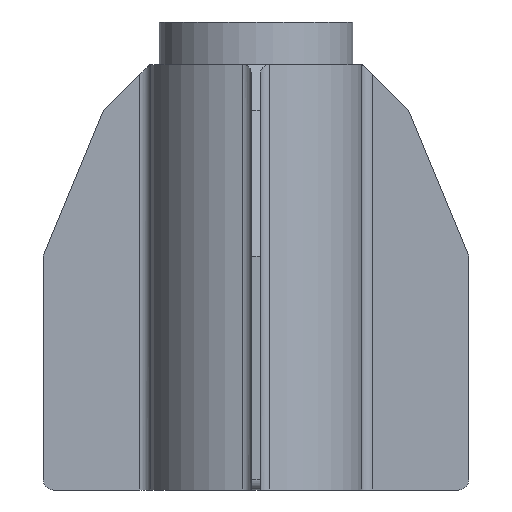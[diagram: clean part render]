
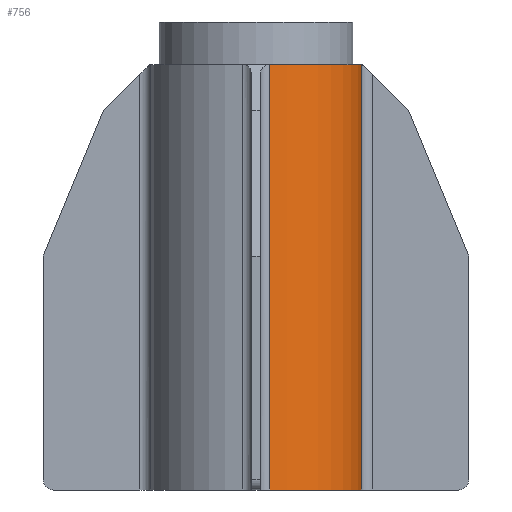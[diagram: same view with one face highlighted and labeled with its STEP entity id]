
A CAD part, front view. The second image highlights one B-rep face of the part: STEP entity #756.
In plain terms, the highlighted cylindrical face has radius 12.7 mm (diameter 25.4 mm), a partial arc.
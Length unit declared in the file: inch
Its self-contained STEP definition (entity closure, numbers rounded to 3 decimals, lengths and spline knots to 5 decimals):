
#70=FACE_OUTER_BOUND('',#113,.T.);
#113=EDGE_LOOP('',(#583,#584,#585,#586));
#176=LINE('',#1223,#247);
#181=LINE('',#1240,#252);
#247=VECTOR('',#975,0.3937);
#252=VECTOR('',#992,0.3937);
#295=CIRCLE('',#831,0.5);
#296=CIRCLE('',#832,0.5);
#354=VERTEX_POINT('',#1219);
#356=VERTEX_POINT('',#1222);
#361=VERTEX_POINT('',#1237);
#362=VERTEX_POINT('',#1239);
#439=EDGE_CURVE('',#354,#356,#176,.T.);
#448=EDGE_CURVE('',#361,#362,#181,.T.);
#450=EDGE_CURVE('',#362,#354,#295,.T.);
#451=EDGE_CURVE('',#361,#356,#296,.T.);
#583=ORIENTED_EDGE('',*,*,#439,.F.);
#584=ORIENTED_EDGE('',*,*,#450,.F.);
#585=ORIENTED_EDGE('',*,*,#448,.F.);
#586=ORIENTED_EDGE('',*,*,#451,.T.);
#728=CYLINDRICAL_SURFACE('',#830,0.5);
#756=ADVANCED_FACE('',(#70),#728,.T.);
#830=AXIS2_PLACEMENT_3D('',#1242,#995,#996);
#831=AXIS2_PLACEMENT_3D('',#1243,#997,#998);
#832=AXIS2_PLACEMENT_3D('',#1244,#999,#1000);
#975=DIRECTION('',(0.,0.,-1.));
#992=DIRECTION('',(0.,0.,1.));
#995=DIRECTION('center_axis',(0.,0.,1.));
#996=DIRECTION('ref_axis',(1.,0.,0.));
#997=DIRECTION('center_axis',(0.,0.,1.));
#998=DIRECTION('ref_axis',(1.,0.,0.));
#999=DIRECTION('center_axis',(0.,0.,1.));
#1000=DIRECTION('ref_axis',(1.,0.,0.));
#1219=CARTESIAN_POINT('',(0.49592,-0.06377,2.));
#1222=CARTESIAN_POINT('',(0.49592,-0.06377,0.));
#1223=CARTESIAN_POINT('',(0.49592,-0.06377,0.));
#1237=CARTESIAN_POINT('',(0.06377,-0.49592,0.));
#1239=CARTESIAN_POINT('',(0.06377,-0.49592,2.));
#1240=CARTESIAN_POINT('',(0.06377,-0.49592,0.));
#1242=CARTESIAN_POINT('Origin',(0.,0.,0.));
#1243=CARTESIAN_POINT('Origin',(0.,0.,2.));
#1244=CARTESIAN_POINT('Origin',(0.,0.,0.));
